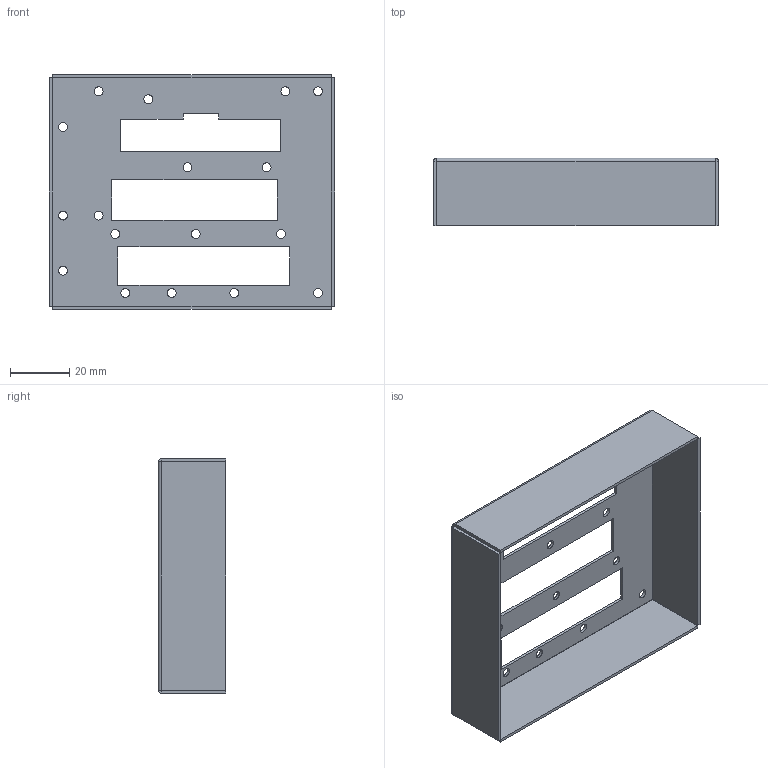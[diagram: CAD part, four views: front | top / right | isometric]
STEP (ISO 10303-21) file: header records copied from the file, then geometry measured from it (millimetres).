
FILE_DESCRIPTION(/* description */ (''),/* implementation_level */ '2;1');
FILE_NAME(/* name */ '无标题_零部件4 v4.step',/* time_stamp */ '2021-09-20T15:19:02+08:00',/* author */ (''),/* organization */ (''),/* preprocessor_version */ 'ST-DEVELOPER v18.1',/* originating_system */ 'Autodesk Translation Framework v10.10.0.1391',/* authorisation */ '');
FILE_SCHEMA (('AUTOMOTIVE_DESIGN { 1 0 10303 214 3 1 1 }'));
Length unit declared in the file: centimetre
Products named in the file (1): 无标题_零部件4
Bounding box: 96.2 x 22.75 x 79.2 mm (x, y, z)
Volume: 12716 mm3; surface area: 26529.6 mm2
Topology: 1 solids, 1 shells, 71 faces, 175 edges, 106 vertices
Faces by surface type: plane 46, cylinder 25
Full cylindrical faces by diameter (mm): 3 x17
Entity records: 2176 total; most frequent: DIRECTION 369, CARTESIAN_POINT 353, ORIENTED_EDGE 350, EDGE_CURVE 175, LINE 125, VECTOR 125, AXIS2_PLACEMENT_3D 122, EDGE_LOOP 111
